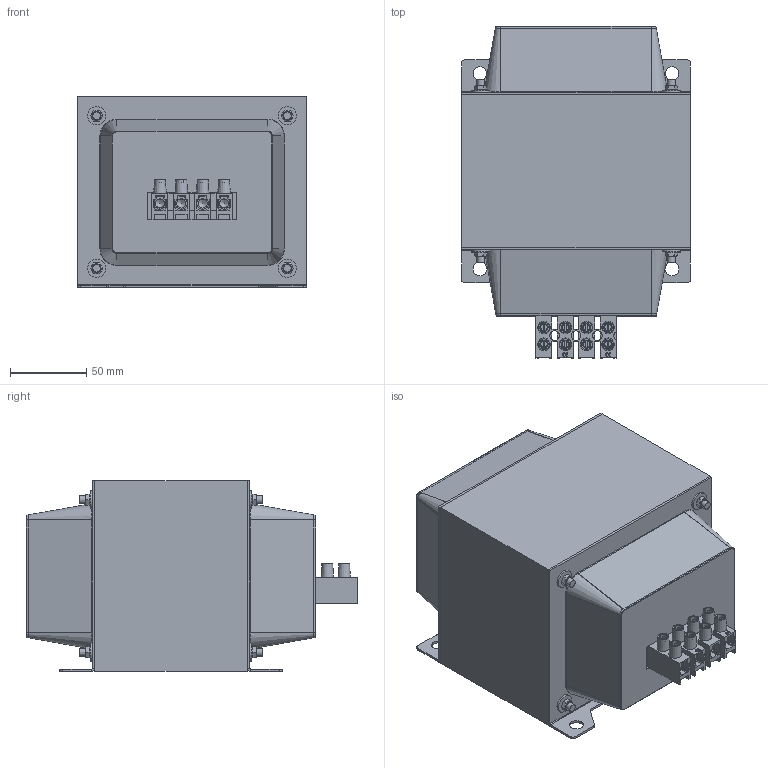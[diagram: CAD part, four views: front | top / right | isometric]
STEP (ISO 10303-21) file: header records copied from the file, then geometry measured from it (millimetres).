
FILE_DESCRIPTION(/* description */ (''),/* implementation_level */ '2;1');
FILE_NAME(/* name */ 'AMN02240041.stp',/* time_stamp */ '2023-09-29T10:47:38+02:00',/* author */ ('velazquez'),/* organization */ (''),/* preprocessor_version */ 'ST-DEVELOPER v19.2',/* originating_system */ 'Autodesk Inventor 2023',/* authorisation */ '');
FILE_SCHEMA (('AUTOMOTIVE_DESIGN { 1 0 10303 214 3 1 1 }'));
Products named in the file (26): AMN02240041; EI150 x 125 - 100 (RC50) Azul; TAPA RC50 CIEGA; TAPA RC50 VENTANA 4 ELEMENTOS 16; centrador M5; Varilla m5x120; DIN 934 - M4; 1216 TS 4 elementos; T-1030045-01 (C-A1216); T-1020035-03 (B-1016 TS); T-1010008-02 (T-M4); T-1020035-03 (B-1016 TS)_1; T-1010008-02 (T-M4)_1; T-1010008-02 (T-M4)_2; T-1020035-03 (B-1016 TS)_2; T-1010008-02 (T-M4)_3; T-1010008-02 (T-M4)_4; T-1020035-03 (B-1016 TS)_3; T-1010008-02 (T-M4)_5; T-1010008-02 (T-M4)_6; T-1020035-03 (B-1016 TS)_4; T-1010008-02 (T-M4)_7; T-1010008-02 (T-M4)_8; T-1020035-03 (B-1016 TS)_5; T-1010008-02 (T-M4)_9; T-1010008-02 (T-M4)_10
Assembly tree (52 placements, depth 3):
  AMN02240041
    EI150 x 125 - 100 (RC50) Azul
    TAPA RC50 CIEGA
    TAPA RC50 VENTANA 4 ELEMENTOS 16
    centrador M5  x8
    Varilla m5x120  x4
    DIN 934 - M4  x8
    1216 TS 4 elementos
      T-1030045-01 (C-A1216)
      T-1020035-03 (B-1016 TS)  x4
      T-1010008-02 (T-M4)  x8
      T-1020035-03 (B-1016 TS)_1
      T-1010008-02 (T-M4)_1
      T-1010008-02 (T-M4)_2
      T-1020035-03 (B-1016 TS)_2
      T-1010008-02 (T-M4)_3
      T-1010008-02 (T-M4)_4
      T-1020035-03 (B-1016 TS)_3
      T-1010008-02 (T-M4)_5
      T-1010008-02 (T-M4)_6
      T-1020035-03 (B-1016 TS)_4
      T-1010008-02 (T-M4)_7
      T-1010008-02 (T-M4)_8
      T-1020035-03 (B-1016 TS)_5
      T-1010008-02 (T-M4)_9
      T-1010008-02 (T-M4)_10
Bounding box: 150 x 217.5 x 125 mm (x, y, z)
Volume: 1563333.7 mm3; surface area: 305702.4 mm2
Topology: 44 solids, 44 shells, 1637 faces, 4085 edges, 2671 vertices
Faces by surface type: plane 1104, cylinder 222, bspline 167, cone 96, torus 48
Full cylindrical faces by diameter (mm): 3.242 x16, 4 x8, 5 x12, 5.9 x8, 6 x16, 6.3 x3, 8 x4, 9 x4, 12 x8
Entity records: 61529 total; most frequent: CARTESIAN_POINT 28070, ORIENTED_EDGE 6900, DIRECTION 6054, EDGE_CURVE 3450, LINE 2604, VECTOR 2604, VERTEX_POINT 2261, AXIS2_PLACEMENT_3D 1725
